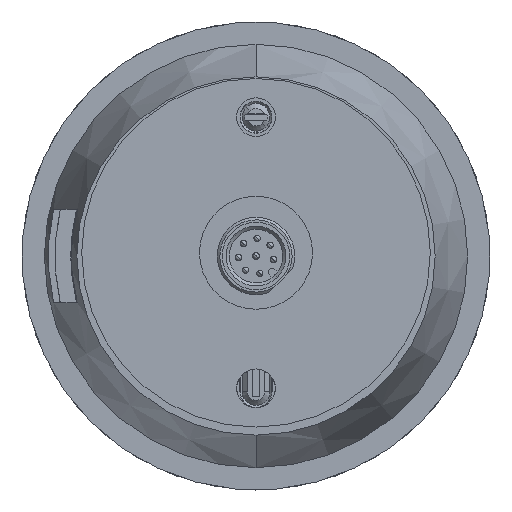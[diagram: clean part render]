
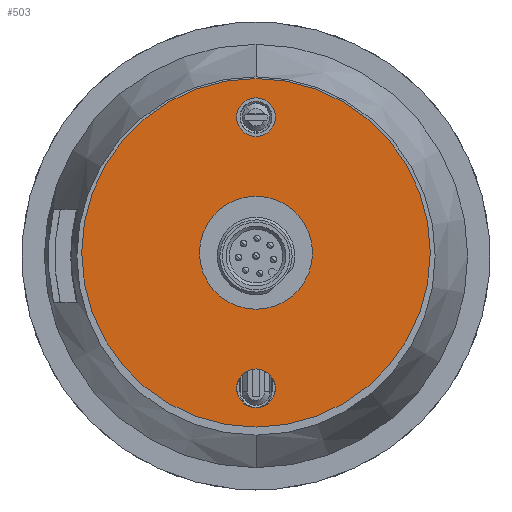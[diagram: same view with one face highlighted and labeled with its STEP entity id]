
A CAD part, front view. The second image highlights one B-rep face of the part: STEP entity #503.
In plain terms, the highlighted planar face has unit normal (0, -1, 0).
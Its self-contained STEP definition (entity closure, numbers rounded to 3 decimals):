
#503=ADVANCED_FACE('NONE',(#1214,#1215,#1216,#1217),#1218,.F.);
#1214=FACE_BOUND('',#2134,.T.);
#1215=FACE_BOUND('',#2135,.T.);
#1216=FACE_BOUND('',#2136,.T.);
#1217=FACE_OUTER_BOUND('',#2137,.T.);
#1218=PLANE('',#2138);
#2134=EDGE_LOOP('',(#3665,#3666));
#2135=EDGE_LOOP('',(#3667,#3668));
#2136=EDGE_LOOP('',(#3669,#3670));
#2137=EDGE_LOOP('',(#3671,#3672));
#2138=AXIS2_PLACEMENT_3D('',#3673,#3674,#3675);
#3665=ORIENTED_EDGE('',*,*,#5894,.F.);
#3666=ORIENTED_EDGE('',*,*,#5895,.F.);
#3667=ORIENTED_EDGE('',*,*,#5896,.F.);
#3668=ORIENTED_EDGE('',*,*,#5897,.F.);
#3669=ORIENTED_EDGE('',*,*,#5898,.F.);
#3670=ORIENTED_EDGE('',*,*,#5899,.F.);
#3671=ORIENTED_EDGE('',*,*,#5900,.F.);
#3672=ORIENTED_EDGE('',*,*,#5901,.F.);
#3673=CARTESIAN_POINT('',(36.25,0.,26.25));
#3674=DIRECTION('',(-0.0,1.0,0.0));
#3675=DIRECTION('',(1.0,0.0,0.0));
#5894=EDGE_CURVE('NONE',#7183,#7184,#7185,.T.);
#5895=EDGE_CURVE('NONE',#7184,#7183,#7186,.T.);
#5896=EDGE_CURVE('NONE',#7187,#7188,#7189,.T.);
#5897=EDGE_CURVE('NONE',#7188,#7187,#7190,.T.);
#5898=EDGE_CURVE('NONE',#7191,#7192,#7193,.T.);
#5899=EDGE_CURVE('NONE',#7192,#7191,#7194,.T.);
#5900=EDGE_CURVE('NONE',#7195,#7196,#7197,.T.);
#5901=EDGE_CURVE('NONE',#7196,#7195,#7198,.T.);
#7183=VERTEX_POINT('',#9073);
#7184=VERTEX_POINT('',#9074);
#7185=CIRCLE('',#9075,3.0);
#7186=CIRCLE('',#9076,3.0);
#7187=VERTEX_POINT('',#9077);
#7188=VERTEX_POINT('',#9078);
#7189=CIRCLE('',#9079,8.75);
#7190=CIRCLE('',#9080,8.75);
#7191=VERTEX_POINT('',#9081);
#7192=VERTEX_POINT('',#9082);
#7193=CIRCLE('',#9083,3.0);
#7194=CIRCLE('',#9084,3.0);
#7195=VERTEX_POINT('',#9085);
#7196=VERTEX_POINT('',#9086);
#7197=CIRCLE('',#9087,27.0);
#7198=CIRCLE('',#9088,27.0);
#9073=CARTESIAN_POINT('',(36.25,0.,60.75));
#9074=CARTESIAN_POINT('',(36.25,0.,54.75));
#9075=AXIS2_PLACEMENT_3D('',#11220,#11221,#11222);
#9076=AXIS2_PLACEMENT_3D('',#11223,#11224,#11225);
#9077=CARTESIAN_POINT('',(36.25,0.,45.5));
#9078=CARTESIAN_POINT('',(36.25,0.,28.));
#9079=AXIS2_PLACEMENT_3D('',#11226,#11227,#11228);
#9080=AXIS2_PLACEMENT_3D('',#11229,#11230,#11231);
#9081=CARTESIAN_POINT('',(36.25,0.,18.75));
#9082=CARTESIAN_POINT('',(36.25,0.,12.75));
#9083=AXIS2_PLACEMENT_3D('',#11232,#11233,#11234);
#9084=AXIS2_PLACEMENT_3D('',#11235,#11236,#11237);
#9085=CARTESIAN_POINT('',(36.25,0.,63.75));
#9086=CARTESIAN_POINT('',(36.25,0.,9.75));
#9087=AXIS2_PLACEMENT_3D('',#11238,#11239,#11240);
#9088=AXIS2_PLACEMENT_3D('',#11241,#11242,#11243);
#11220=CARTESIAN_POINT('',(36.25,0.,57.75));
#11221=DIRECTION('',(0.0,-1.0,0.0));
#11222=DIRECTION('',(1.0,0.0,0.0));
#11223=CARTESIAN_POINT('',(36.25,0.,57.75));
#11224=DIRECTION('',(0.0,-1.0,0.0));
#11225=DIRECTION('',(1.0,0.0,0.0));
#11226=CARTESIAN_POINT('',(36.25,0.,36.75));
#11227=DIRECTION('',(0.0,-1.0,0.0));
#11228=DIRECTION('',(1.0,0.0,0.0));
#11229=CARTESIAN_POINT('',(36.25,0.,36.75));
#11230=DIRECTION('',(0.0,-1.0,0.0));
#11231=DIRECTION('',(1.0,0.0,0.0));
#11232=CARTESIAN_POINT('',(36.25,0.,15.75));
#11233=DIRECTION('',(0.0,-1.0,0.0));
#11234=DIRECTION('',(1.0,0.0,0.0));
#11235=CARTESIAN_POINT('',(36.25,0.,15.75));
#11236=DIRECTION('',(0.0,-1.0,0.0));
#11237=DIRECTION('',(1.0,0.0,0.0));
#11238=CARTESIAN_POINT('',(36.25,0.,36.75));
#11239=DIRECTION('',(-0.0,1.0,0.0));
#11240=DIRECTION('',(1.0,0.0,0.0));
#11241=CARTESIAN_POINT('',(36.25,0.,36.75));
#11242=DIRECTION('',(-0.0,1.0,0.0));
#11243=DIRECTION('',(1.0,0.0,0.0));
